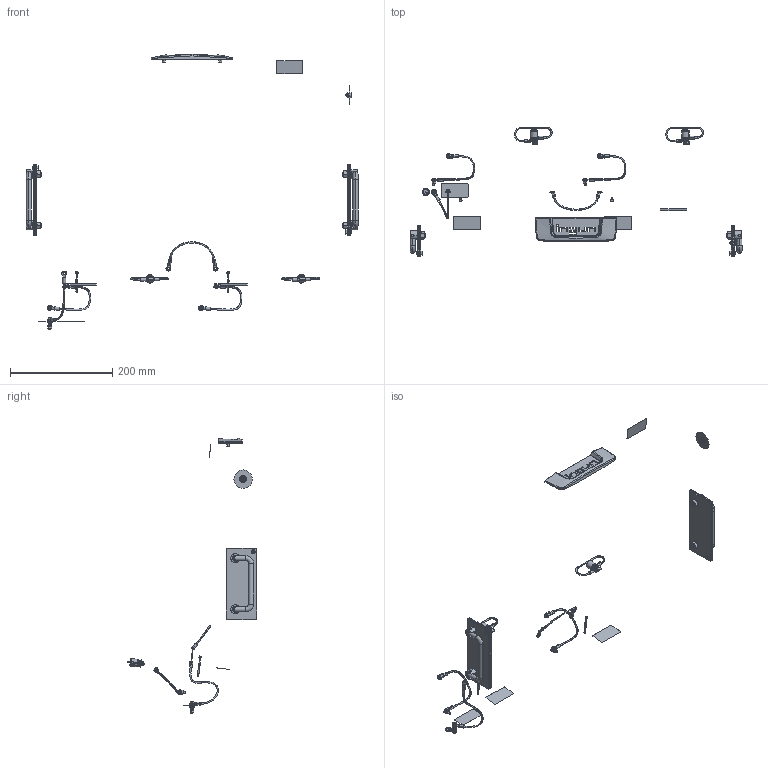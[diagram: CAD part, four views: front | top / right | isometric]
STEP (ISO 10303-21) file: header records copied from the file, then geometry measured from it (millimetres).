
FILE_DESCRIPTION (( 'STEP AP214' ), '1' );
FILE_NAME ('INGUN_113915.STEP', '2022-10-12T07:08:52', ( '' ), ( '' ), 'SwSTEP 2.0', 'SolidWorks 2021', '' );
FILE_SCHEMA (( 'AUTOMOTIVE_DESIGN' ));
Length unit declared in the file: millimetre
Products named in the file (48): 19057-01~0; 110222~0_S; 48215~3_S; ISO7380~n_M04,0x012; 15152~0_S; DIN125~n_04,3 M04,0; 46224~0_ESD-SET Kontaktscheibe<S>; DIN934~n_M04,0; ISO7380~n_M03,0x008; 19057~0_ESD 6,5mm <Standard>; 15149~0_S; 14849_05~0_ESD-SET Kontaktscheibe<S>; DS-103-Master~-d-s_DS-103 03; 3283~0; KS-113-Master~-k-s_KS-113 23; 14849_08~0_S; 46224~0_ESD-SET2<S>; 47715~1_FB-ESD-MAxx13<S>; 19141~0_30 Grad <S>; 9286~0; 48212~0_S; ISO7380~n_M04,0x006; 19057_04~0; 109768~1_mit_Loch<S>; 46224~0_ESD-SET3<S>; 46224~0_ESD Parkposition<S>; 14849_06~0_S; 18616~0_S; INGUN_113915; 5015~0; 110513~0_S; 41841~0_S; 48213~0_S; 39551~0_S; DIN7991~n_M03,0x012; GKS-414-0007~-g-k-s_S; 37675~0_S; DIN934~n_M03,0; 48214~0_S; 3381~0 ...
Assembly tree (86 placements, depth 4):
  INGUN_113915
    5015~0  x4
    110222~0_S  x3
    37675~0_S
    41841~0_S
    48215~3_S  x2
      48214~0_S
      48212~0_S
      48213~0_S
      DIN7991~n_M03,0x008 VA
      DIN7991~n_M03,0x012
      3283~0
      46224~0_ESD Parkposition<S>
        19141~0_S  x2
        14849_02~0_S
      18616~0_S
      15152~0_S
    15149~0_S  x3
    46224~0_ESD-SET Kontaktscheibe<S>  x2
      19141~0_S
      14849_05~0_ESD-SET Kontaktscheibe<S>
    46224~0_ESD-SET3<S>
      19141~0_30 Grad <S>  x2
      14849_08~0_S
    46224~0_ESD-SET2<S>
      19141~0_S  x2
      14849_06~0_S
    39551~0_S  x4
    3381~0  x2
    110513~0_S
      109768~1_mit_Loch<S>
      48212~0_S
      ISO7380~n_M03,0x008
      2526~0
      110222~0_S
      9286~0
      DIN934~n_M03,0
    47715~1_FB-ESD-MAxx13<S>
      19057~0_ESD 6,5mm <Standard>  x2
        19057-01~0
        K_28778_02~0
        19057_04~0
      46893~0_ESD <S>  x4
      ISO7380~n_M04,0x010  x2
      DIN934~n_M04,0  x2
    GKS-414-0007~-g-k-s_S  x2
    KS-113-Master~-k-s_KS-113 23  x2
    DS-103-Master~-d-s_DS-103 03  x2
    DIN125~n_04,3 M04,0
    DIN912~n_M04,0x020
    DIN934~n_M04,0  x5
    ISO7380~n_M04,0x006  x2
    ISO7380~n_M04,0x012  x2
Bounding box: 649.6 x 253.6 x 538.52 mm (x, y, z)
Volume: 148451.6 mm3; surface area: 150511.4 mm2
Topology: 112 solids, 112 shells, 2123 faces, 5269 edges, 3393 vertices
Faces by surface type: cylinder 881, plane 805, cone 288, bspline 87, torus 58, sphere 4
Entity records: 38648 total; most frequent: CARTESIAN_POINT 13816, DIRECTION 4773, ORIENTED_EDGE 4598, EDGE_CURVE 2299, AXIS2_PLACEMENT_3D 1873, VERTEX_POINT 1480, VECTOR 1027, LINE 1027
